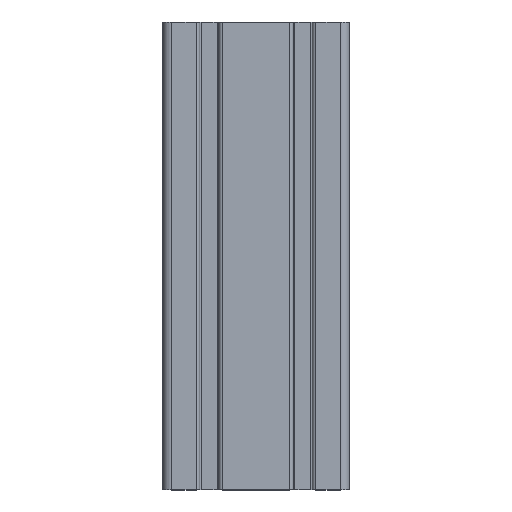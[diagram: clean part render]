
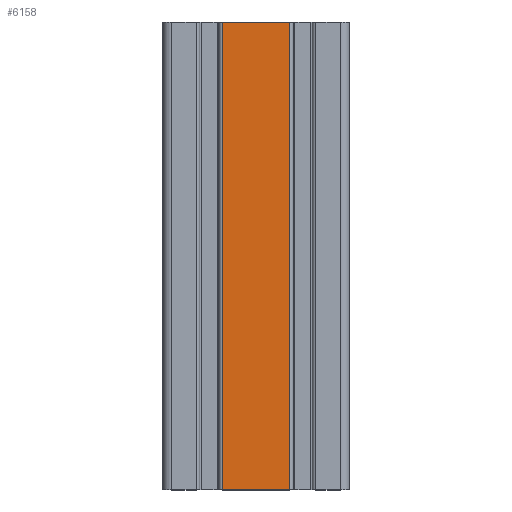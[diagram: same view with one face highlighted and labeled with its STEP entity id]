
A CAD part, top view. The second image highlights one B-rep face of the part: STEP entity #6158.
In plain terms, the highlighted planar face has unit normal (0, 0, 1).
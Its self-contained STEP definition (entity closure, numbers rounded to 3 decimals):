
#98=PLANE('',#6614);
#316=FACE_OUTER_BOUND('',#634,.T.);
#634=EDGE_LOOP('',(#4489,#4490,#4491,#4492));
#1101=LINE('',#9712,#1709);
#1102=LINE('',#9716,#1710);
#1103=LINE('',#9718,#1711);
#1104=LINE('',#9719,#1712);
#1709=VECTOR('',#7789,200.);
#1710=VECTOR('',#7794,28.8);
#1711=VECTOR('',#7795,200.);
#1712=VECTOR('',#7796,28.8);
#2665=VERTEX_POINT('',#9709);
#2666=VERTEX_POINT('',#9711);
#2667=VERTEX_POINT('',#9715);
#2668=VERTEX_POINT('',#9717);
#3420=EDGE_CURVE('',#2665,#2666,#1101,.T.);
#3422=EDGE_CURVE('',#2665,#2667,#1102,.T.);
#3423=EDGE_CURVE('',#2667,#2668,#1103,.T.);
#3424=EDGE_CURVE('',#2666,#2668,#1104,.T.);
#4489=ORIENTED_EDGE('',*,*,#3422,.T.);
#4490=ORIENTED_EDGE('',*,*,#3423,.T.);
#4491=ORIENTED_EDGE('',*,*,#3424,.F.);
#4492=ORIENTED_EDGE('',*,*,#3420,.F.);
#6158=ADVANCED_FACE('',(#316),#98,.T.);
#6614=AXIS2_PLACEMENT_3D('',#9714,#7792,#7793);
#7789=DIRECTION('',(0.,-1.,0.));
#7792=DIRECTION('center_axis',(0.,0.,1.));
#7793=DIRECTION('ref_axis',(1.,0.,0.));
#7794=DIRECTION('',(-1.,0.,0.));
#7795=DIRECTION('',(0.,-1.,0.));
#7796=DIRECTION('',(-1.,0.,0.));
#9709=CARTESIAN_POINT('',(14.4,200.,40.));
#9711=CARTESIAN_POINT('',(14.4,0.,40.));
#9712=CARTESIAN_POINT('',(14.4,0.,40.));
#9714=CARTESIAN_POINT('Origin',(-14.4,0.,40.));
#9715=CARTESIAN_POINT('',(-14.4,200.,40.));
#9716=CARTESIAN_POINT('',(-7.2,200.,40.));
#9717=CARTESIAN_POINT('',(-14.4,0.,40.));
#9718=CARTESIAN_POINT('',(-14.4,0.,40.));
#9719=CARTESIAN_POINT('',(-7.2,0.,40.));
